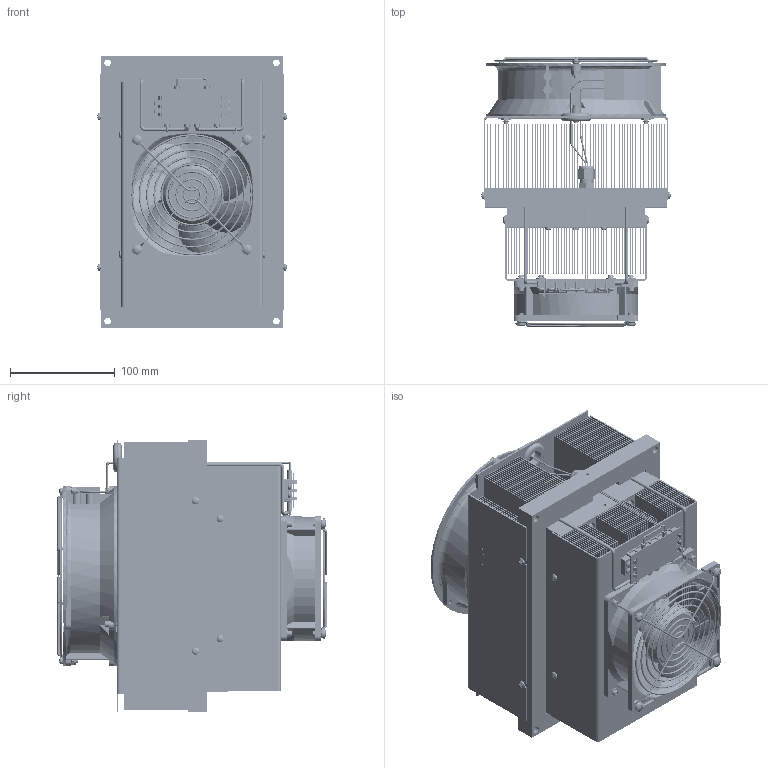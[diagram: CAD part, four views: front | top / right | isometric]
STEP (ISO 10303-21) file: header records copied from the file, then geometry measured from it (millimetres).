
FILE_DESCRIPTION(/* description */ ('Alibre Inc.'),/* implementation_level */ '2;1');
FILE_NAME(/* name */ 'export-D559A3A1-4788-46F9-B394-6B94110BAD0A',/* time_stamp */ '2022-11-21T16:44:32-05:00',/* author */ (''),/* organization */ (''),/* preprocessor_version */ 'ST-DEVELOPER v17',/* originating_system */ 'Alibre',/* authorisation */ '');
FILE_SCHEMA (('CONFIG_CONTROL_DESIGN'));
Length unit declared in the file: millimetre
Products named in the file (79): sc120_w5_RING; sc120_w5; sc162_w5
Bounding box: 180.8 x 257.02 x 259.08 mm (x, y, z)
Volume: 3310170.9 mm3; surface area: 3717917.7 mm2
Topology: 196 solids, 196 shells, 4716 faces, 11622 edges, 7592 vertices
Faces by surface type: plane 2783, cylinder 827, bspline 529, torus 334, cone 213, sphere 30
Full cylindrical faces by diameter (mm): 1.397 x17, 1.422 x10, 1.524 x12, 2.459 x4, 2.642 x29, 3.175 x10, 3.242 x1, 3.505 x39, 4.166 x12, 4.216 x10, 4.267 x6, 4.318 x8, 4.369 x8, 4.699 x4, 4.775 x6, 4.826 x4, 5.563 x11, 5.74 x13, 6.299 x6, 6.35 x10, 6.5 x1, 6.858 x26, 7.137 x4, 7.798 x2, 7.938 x4, 8 x2, 9.474 x4, 9.525 x6, 10.312 x6, 11.125 x6
Entity records: 114923 total; most frequent: CARTESIAN_POINT 37617, ORIENTED_EDGE 14954, DIRECTION 10944, EDGE_CURVE 7476, VERTEX_POINT 5009, VECTOR 4344, LINE 4344, AXIS2_PLACEMENT_3D 4210
